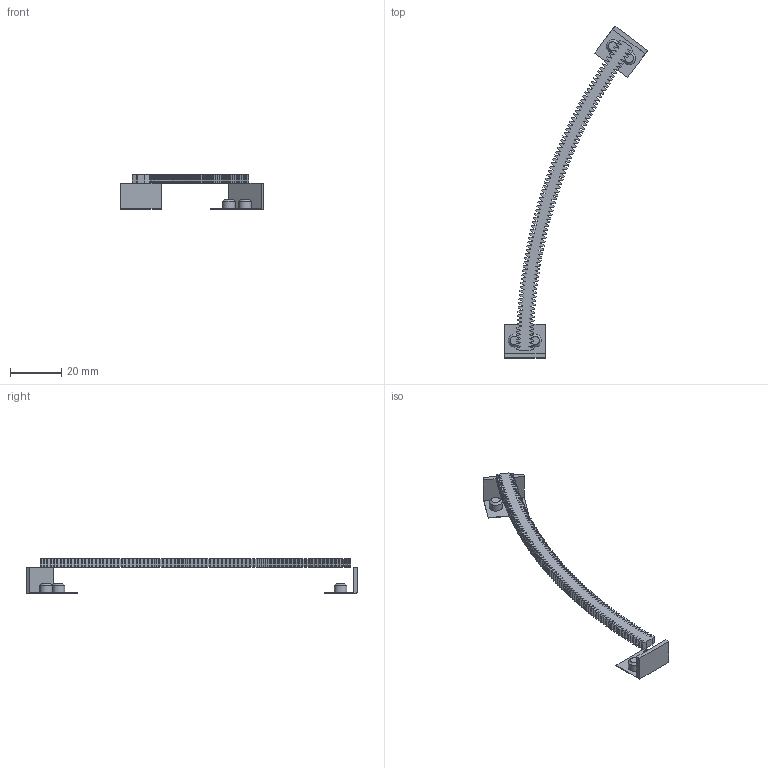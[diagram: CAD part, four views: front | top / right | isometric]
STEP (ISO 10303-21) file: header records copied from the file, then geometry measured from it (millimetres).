
FILE_DESCRIPTION(('Open CASCADE Model'),'2;1');
FILE_NAME('Open CASCADE Shape Model','2025-01-19T18:58:00',('Author'),( 'Open CASCADE'),'Open CASCADE STEP processor 7.7','Open CASCADE 7.7' ,'Unknown');
FILE_SCHEMA(('AUTOMOTIVE_DESIGN { 1 0 10303 214 1 1 1 1 }'));
Length unit declared in the file: millimetre
Products named in the file (5): Open CASCADE STEP translator 7.7 25; Open CASCADE STEP translator 7.7 25.1; Open CASCADE STEP translator 7.7 25.1.1; Open CASCADE STEP translator 7.7 25.1.2; Open CASCADE STEP translator 7.7 25.1.3
Assembly tree (4 placements, depth 3):
  Open CASCADE STEP translator 7.7 25
    Open CASCADE STEP translator 7.7 25.1
      Open CASCADE STEP translator 7.7 25.1.1
      Open CASCADE STEP translator 7.7 25.1.2
      Open CASCADE STEP translator 7.7 25.1.3
Bounding box: 56.08 x 129.84 x 13.4 mm (x, y, z)
Volume: 2989.9 mm3; surface area: 5185.2 mm2
Topology: 3 solids, 3 shells, 848 faces, 2510 edges, 1672 vertices
Faces by surface type: plane 678, cylinder 166, cone 4
Full cylindrical faces by diameter (mm): 5 x4
Entity records: 61738 total; most frequent: CARTESIAN_POINT 11999, DIRECTION 9248, LINE 6862, VECTOR 6862, ORIENTED_EDGE 5020, PCURVE 5020, DEFINITIONAL_REPRESENTATION 5020, EDGE_CURVE 2510
